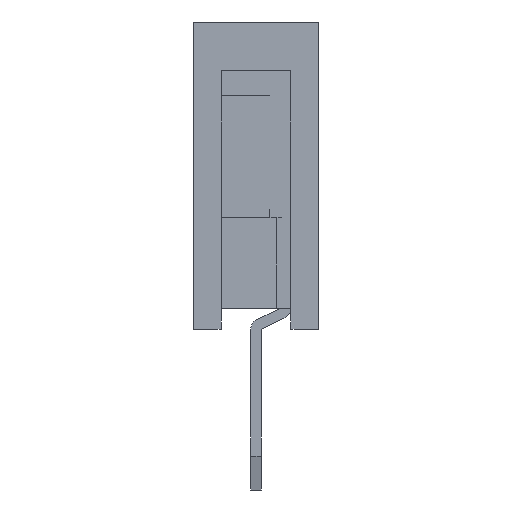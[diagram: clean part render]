
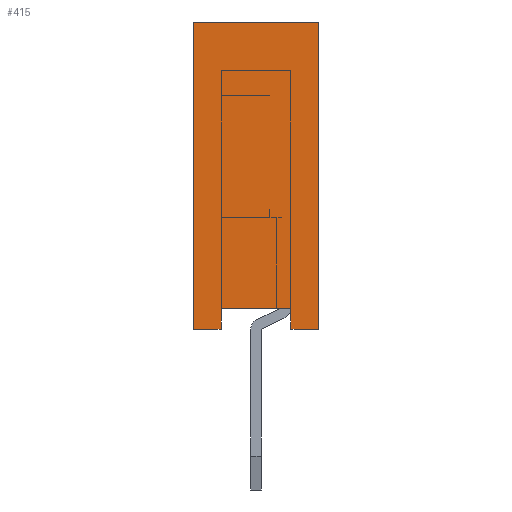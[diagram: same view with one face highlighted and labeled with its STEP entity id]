
A CAD part, left-side view. The second image highlights one B-rep face of the part: STEP entity #415.
In plain terms, the highlighted planar face has unit normal (-1, 0, 0).
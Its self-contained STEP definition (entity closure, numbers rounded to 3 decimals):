
#415=ADVANCED_FACE('',(#16671),#16673,.T.);
#16671=FACE_BOUND('',#16672,.T.);
#16672=EDGE_LOOP('',(#29651,#29652,#29653,#29654,#29655,#29656,#29657,#29658));
#16673=PLANE('',#16674);
#16674=AXIS2_PLACEMENT_3D('',#16675,#16676,#16677);
#16675=CARTESIAN_POINT('',(-0.635,0.9,0.));
#16676=DIRECTION('',(-1.,0.,0.));
#16677=DIRECTION('',(0.,-1.,0.));
#29651=ORIENTED_EDGE('',*,*,#38948,.T.);
#29652=ORIENTED_EDGE('',*,*,#39195,.T.);
#29653=ORIENTED_EDGE('',*,*,#39199,.T.);
#29654=ORIENTED_EDGE('',*,*,#39200,.F.);
#29655=ORIENTED_EDGE('',*,*,#39201,.F.);
#29656=ORIENTED_EDGE('',*,*,#39196,.T.);
#29657=ORIENTED_EDGE('',*,*,#39071,.T.);
#29658=ORIENTED_EDGE('',*,*,#39202,.T.);
#38948=EDGE_CURVE('',#43730,#43727,#43731,.F.);
#39071=EDGE_CURVE('',#43976,#43974,#43977,.F.);
#39195=EDGE_CURVE('',#43727,#44215,#44217,.T.);
#39196=EDGE_CURVE('',#44218,#43976,#44219,.T.);
#39199=EDGE_CURVE('',#44215,#44223,#44224,.T.);
#39200=EDGE_CURVE('',#44225,#44223,#44226,.T.);
#39201=EDGE_CURVE('',#44218,#44225,#44227,.T.);
#39202=EDGE_CURVE('',#43974,#43730,#44228,.T.);
#43727=VERTEX_POINT('',#51539);
#43730=VERTEX_POINT('',#51544);
#43731=LINE('',#51545,#51546);
#43974=VERTEX_POINT('',#52032);
#43976=VERTEX_POINT('',#52036);
#43977=LINE('',#52037,#52038);
#44215=VERTEX_POINT('',#52521);
#44217=LINE('',#52525,#52526);
#44218=VERTEX_POINT('',#52528);
#44219=LINE('',#52529,#52530);
#44223=VERTEX_POINT('',#52539);
#44224=LINE('',#52540,#52541);
#44225=VERTEX_POINT('',#52543);
#44226=LINE('',#52544,#52545);
#44227=LINE('',#52547,#52548);
#44228=LINE('',#52550,#52551);
#51539=CARTESIAN_POINT('',(-0.635,-0.5,0.));
#51544=CARTESIAN_POINT('',(-0.635,-0.5,0.3));
#51545=CARTESIAN_POINT('',(-0.635,-0.5,0.));
#51546=VECTOR('',#51547,1.);
#51547=DIRECTION('',(0.,0.,1.));
#52032=CARTESIAN_POINT('',(-0.635,0.5,0.3));
#52036=CARTESIAN_POINT('',(-0.635,0.5,0.));
#52037=CARTESIAN_POINT('',(-0.635,0.5,0.3));
#52038=VECTOR('',#52039,1.);
#52039=DIRECTION('',(0.,0.,-1.));
#52521=CARTESIAN_POINT('',(-0.635,-0.9,0.));
#52525=CARTESIAN_POINT('',(-0.635,-0.5,0.));
#52526=VECTOR('',#52527,1.);
#52527=DIRECTION('',(0.,-1.,0.));
#52528=CARTESIAN_POINT('',(-0.635,0.9,0.));
#52529=CARTESIAN_POINT('',(-0.635,0.9,0.));
#52530=VECTOR('',#52531,1.);
#52531=DIRECTION('',(0.,-1.,0.));
#52539=CARTESIAN_POINT('',(-0.635,-0.9,4.4));
#52540=CARTESIAN_POINT('',(-0.635,-0.9,0.));
#52541=VECTOR('',#52542,1.);
#52542=DIRECTION('',(0.,0.,1.));
#52543=CARTESIAN_POINT('',(-0.635,0.9,4.4));
#52544=CARTESIAN_POINT('',(-0.635,0.9,4.4));
#52545=VECTOR('',#52546,1.);
#52546=DIRECTION('',(0.,-1.,0.));
#52547=CARTESIAN_POINT('',(-0.635,0.9,0.));
#52548=VECTOR('',#52549,1.);
#52549=DIRECTION('',(0.,0.,1.));
#52550=CARTESIAN_POINT('',(-0.635,0.5,0.3));
#52551=VECTOR('',#52552,1.);
#52552=DIRECTION('',(0.,-1.,0.));
